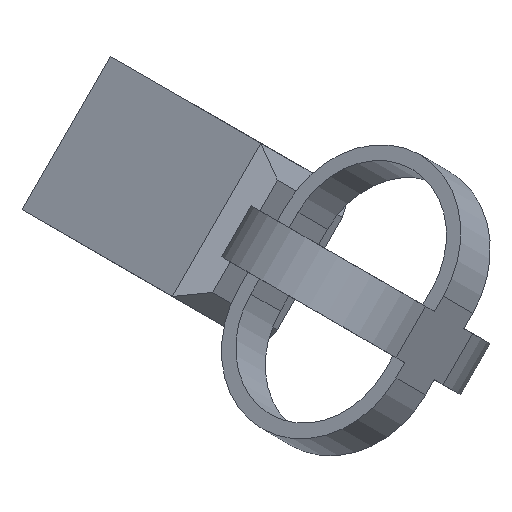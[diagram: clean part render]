
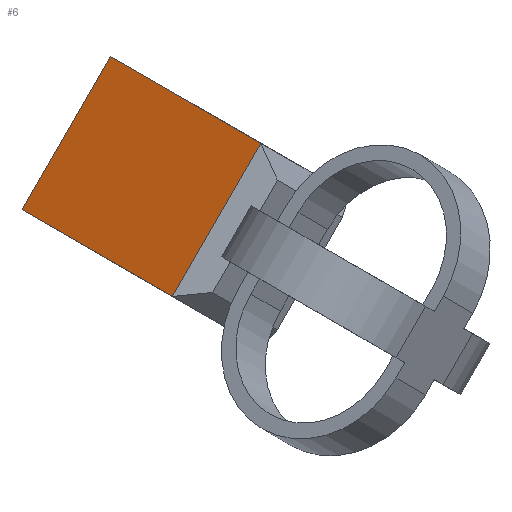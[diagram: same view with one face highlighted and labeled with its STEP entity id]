
A CAD part, isometric view. The second image highlights one B-rep face of the part: STEP entity #6.
In plain terms, the highlighted planar face has unit normal (-0.707, 0, 0.707).
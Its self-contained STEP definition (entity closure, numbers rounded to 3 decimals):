
#6 = ADVANCED_FACE ( 'NONE', ( #949 ), #774, .F. ) ;
#33 = ORIENTED_EDGE ( 'NONE', *, *, #516, .F. ) ;
#36 = LINE ( 'NONE', #222, #650 ) ;
#61 = DIRECTION ( 'NONE',  ( 0., -1., 0. ) ) ;
#94 = DIRECTION ( 'NONE',  ( 0.707, 0., -0.707 ) ) ;
#127 = CARTESIAN_POINT ( 'NONE',  ( -5.303, 10.4, 0. ) ) ;
#144 = CARTESIAN_POINT ( 'NONE',  ( 0., 19.4, 5.303 ) ) ;
#153 = CARTESIAN_POINT ( 'NONE',  ( 0., 10.4, 5.303 ) ) ;
#221 = EDGE_CURVE ( 'NONE', #380, #430, #36, .T. ) ;
#222 = CARTESIAN_POINT ( 'NONE',  ( -5.303, 19.4, 0. ) ) ;
#262 = DIRECTION ( 'NONE',  ( 0.707, 0., 0.707 ) ) ;
#278 = ORIENTED_EDGE ( 'NONE', *, *, #953, .T. ) ;
#329 = VERTEX_POINT ( 'NONE', #153 ) ;
#340 = AXIS2_PLACEMENT_3D ( 'NONE', #858, #94, #695 ) ;
#373 = EDGE_CURVE ( 'NONE', #686, #329, #901, .T. ) ;
#380 = VERTEX_POINT ( 'NONE', #734 ) ;
#417 = ORIENTED_EDGE ( 'NONE', *, *, #221, .T. ) ;
#430 = VERTEX_POINT ( 'NONE', #588 ) ;
#453 = DIRECTION ( 'NONE',  ( 0.707, 0., 0.707 ) ) ;
#463 = DIRECTION ( 'NONE',  ( 0., -1., 0. ) ) ;
#495 = ORIENTED_EDGE ( 'NONE', *, *, #373, .F. ) ;
#502 = VECTOR ( 'NONE', #453, 1000. ) ;
#516 = EDGE_CURVE ( 'NONE', #380, #686, #1040, .T. ) ;
#580 = EDGE_LOOP ( 'NONE', ( #417, #278, #495, #33 ) ) ;
#588 = CARTESIAN_POINT ( 'NONE',  ( -5.303, 10.4, 0. ) ) ;
#650 = VECTOR ( 'NONE', #463, 1000. ) ;
#686 = VERTEX_POINT ( 'NONE', #885 ) ;
#695 = DIRECTION ( 'NONE',  ( 0., 1., 0. ) ) ;
#734 = CARTESIAN_POINT ( 'NONE',  ( -5.303, 19.4, 0. ) ) ;
#751 = VECTOR ( 'NONE', #61, 1000. ) ;
#752 = VECTOR ( 'NONE', #262, 1000. ) ;
#774 = PLANE ( 'NONE',  #340 ) ;
#858 = CARTESIAN_POINT ( 'NONE',  ( -5.303, 19.4, 0. ) ) ;
#885 = CARTESIAN_POINT ( 'NONE',  ( 0., 19.4, 5.303 ) ) ;
#901 = LINE ( 'NONE', #144, #751 ) ;
#949 = FACE_OUTER_BOUND ( 'NONE', #580, .T. ) ;
#953 = EDGE_CURVE ( 'NONE', #430, #329, #962, .T. ) ;
#962 = LINE ( 'NONE', #127, #502 ) ;
#1014 = CARTESIAN_POINT ( 'NONE',  ( -5.303, 19.4, 0. ) ) ;
#1040 = LINE ( 'NONE', #1014, #752 ) ;
